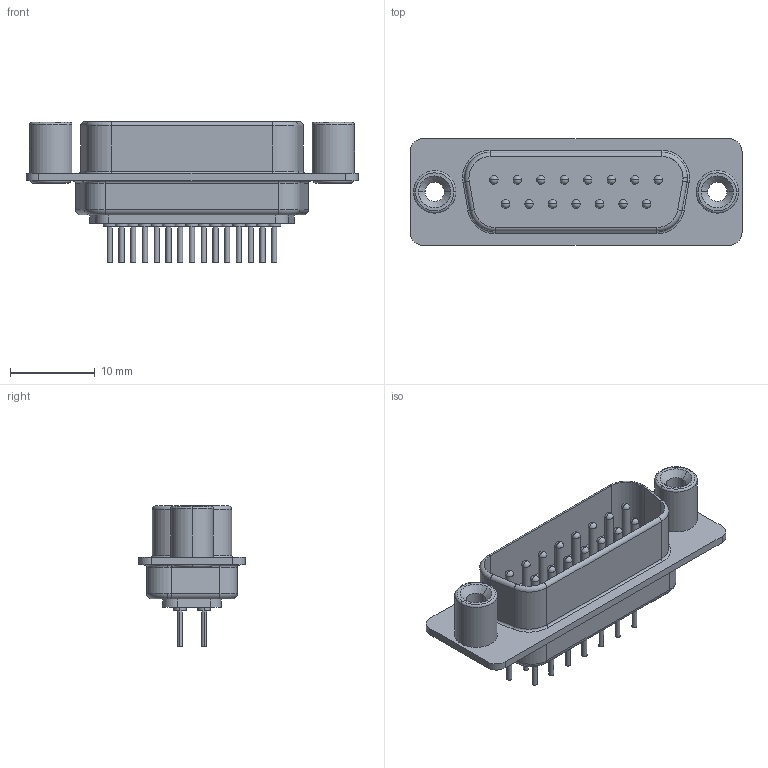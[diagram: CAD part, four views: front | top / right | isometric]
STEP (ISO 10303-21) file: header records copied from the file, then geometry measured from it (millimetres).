
FILE_DESCRIPTION (( 'STEP AP214' ), '1' );
FILE_NAME ('K85X-AD-15P-R_rA1.STEP', '2013-03-22T18:43:44', ( 'Daniel' ), ( 'Microsoft' ), 'SwSTEP 2.0', 'SolidWorks 2012', '' );
FILE_SCHEMA (( 'AUTOMOTIVE_DESIGN' ));
Length unit declared in the file: millimetre
Products named in the file (1): K85X-AD-15P-R_rA1
Bounding box: 39.14 x 12.55 x 16.6 mm (x, y, z)
Volume: 2076.2 mm3; surface area: 2830.3 mm2
Topology: 1 solids, 1 shells, 269 faces, 631 edges, 388 vertices
Faces by surface type: cylinder 142, plane 61, torus 32, sphere 30, cone 4
Entity records: 8217 total; most frequent: DIRECTION 1480, CARTESIAN_POINT 1199, ORIENTED_EDGE 1142, AXIS2_PLACEMENT_3D 639, EDGE_CURVE 571, CIRCLE 369, VERTEX_POINT 358, EDGE_LOOP 327
